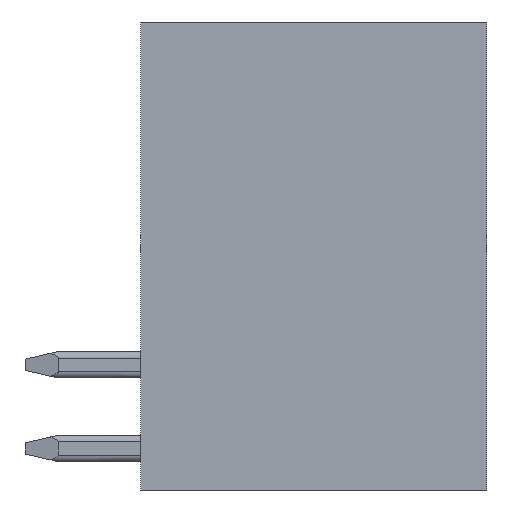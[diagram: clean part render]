
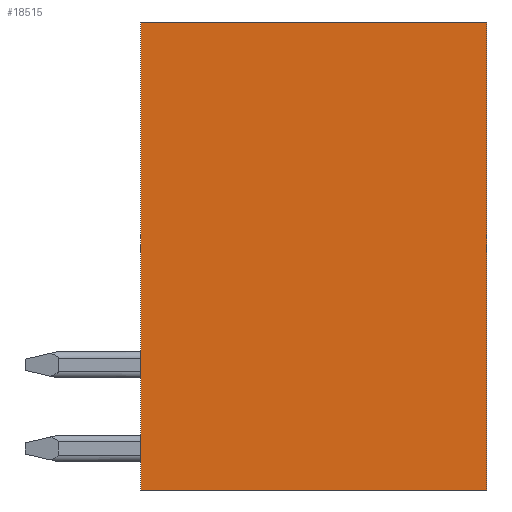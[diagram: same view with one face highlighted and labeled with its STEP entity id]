
A CAD part, front view. The second image highlights one B-rep face of the part: STEP entity #18515.
In plain terms, the highlighted planar face has unit normal (0, -1, 0).
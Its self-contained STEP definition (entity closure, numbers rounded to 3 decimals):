
#4304=DIRECTION('',(-1.,0.,0.));
#4305=VECTOR('',#4304,10.5);
#4306=CARTESIAN_POINT('',(5.25,-27.65,7.1));
#4307=LINE('',#4306,#4305);
#4308=DIRECTION('',(0.,0.,1.));
#4309=VECTOR('',#4308,14.2);
#4310=CARTESIAN_POINT('',(5.25,-27.65,-7.1));
#4311=LINE('',#4310,#4309);
#4312=DIRECTION('',(1.,0.,0.));
#4313=VECTOR('',#4312,10.5);
#4314=CARTESIAN_POINT('',(-5.25,-27.65,-7.1));
#4315=LINE('',#4314,#4313);
#4316=DIRECTION('',(0.,0.,-1.));
#4317=VECTOR('',#4316,14.2);
#4318=CARTESIAN_POINT('',(-5.25,-27.65,7.1));
#4319=LINE('',#4318,#4317);
#10595=CARTESIAN_POINT('',(5.25,-27.65,7.1));
#10596=CARTESIAN_POINT('',(-5.25,-27.65,7.1));
#10597=VERTEX_POINT('',#10595);
#10598=VERTEX_POINT('',#10596);
#10599=CARTESIAN_POINT('',(-5.25,-27.65,-7.1));
#10600=VERTEX_POINT('',#10599);
#10601=CARTESIAN_POINT('',(5.25,-27.65,-7.1));
#10602=VERTEX_POINT('',#10601);
#18504=CARTESIAN_POINT('',(0.,-27.65,0.));
#18505=DIRECTION('',(0.,-1.,0.));
#18506=DIRECTION('',(0.,0.,-1.));
#18507=AXIS2_PLACEMENT_3D('',#18504,#18505,#18506);
#18508=PLANE('',#18507);
#18509=ORIENTED_EDGE('',*,*,#18244,.F.);
#18510=ORIENTED_EDGE('',*,*,#18317,.F.);
#18511=ORIENTED_EDGE('',*,*,#18496,.F.);
#18512=ORIENTED_EDGE('',*,*,#13226,.F.);
#18513=EDGE_LOOP('',(#18509,#18510,#18511,#18512));
#18514=FACE_OUTER_BOUND('',#18513,.F.);
#18515=ADVANCED_FACE('',(#18514),#18508,.T.);
#13226=EDGE_CURVE('',#10598,#10600,#4319,.T.);
#18244=EDGE_CURVE('',#10597,#10598,#4307,.T.);
#18317=EDGE_CURVE('',#10602,#10597,#4311,.T.);
#18496=EDGE_CURVE('',#10600,#10602,#4315,.T.);
